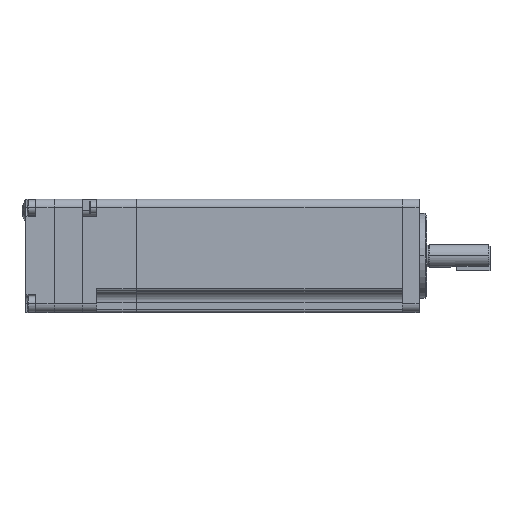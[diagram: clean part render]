
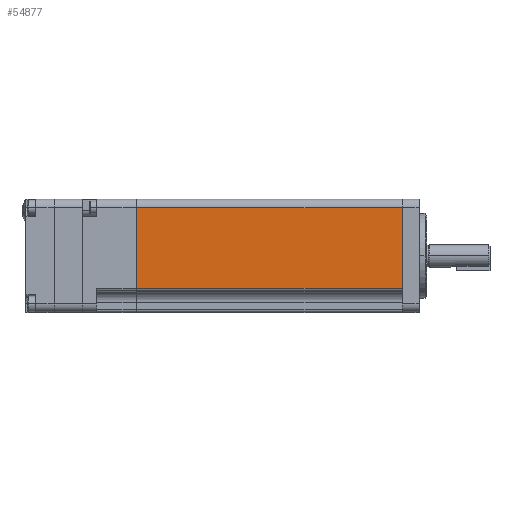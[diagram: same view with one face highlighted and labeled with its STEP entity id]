
A CAD part, top view. The second image highlights one B-rep face of the part: STEP entity #54877.
In plain terms, the highlighted planar face has unit normal (0, 0, 1).
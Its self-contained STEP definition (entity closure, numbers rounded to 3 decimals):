
#5146 = VECTOR ( 'NONE', #20737, 1000. ) ;
#6311 = ORIENTED_EDGE ( 'NONE', *, *, #37317, .T. ) ;
#7952 = CARTESIAN_POINT ( 'NONE',  ( -99.885, -11.44, 20. ) ) ;
#11208 = ORIENTED_EDGE ( 'NONE', *, *, #37540, .T. ) ;
#11909 = FACE_OUTER_BOUND ( 'NONE', #54631, .T. ) ;
#14088 = VECTOR ( 'NONE', #82726, 1000. ) ;
#15944 = CARTESIAN_POINT ( 'NONE',  ( -99.885, -11.44, 20. ) ) ;
#16419 = CARTESIAN_POINT ( 'NONE',  ( -98., 20., 20. ) ) ;
#20737 = DIRECTION ( 'NONE',  ( 0., -1., 0. ) ) ;
#22830 = DIRECTION ( 'NONE',  ( 0., -1., 0. ) ) ;
#23890 = CARTESIAN_POINT ( 'NONE',  ( -6., -11.44, 20. ) ) ;
#24022 = LINE ( 'NONE', #78250, #5146 ) ;
#25239 = AXIS2_PLACEMENT_3D ( 'NONE', #16419, #61282, #22830 ) ;
#30354 = ORIENTED_EDGE ( 'NONE', *, *, #37532, .F. ) ;
#31507 = CARTESIAN_POINT ( 'NONE',  ( -98., -11.44, 20. ) ) ;
#35518 = DIRECTION ( 'NONE',  ( 0., -1., 0. ) ) ;
#35702 = PLANE ( 'NONE',  #25239 ) ;
#37317 = EDGE_CURVE ( 'NONE', #75991, #50586, #48395, .T. ) ;
#37532 = EDGE_CURVE ( 'NONE', #39963, #50586, #24022, .T. ) ;
#37540 = EDGE_CURVE ( 'NONE', #39963, #77881, #58137, .T. ) ;
#37659 = EDGE_CURVE ( 'NONE', #77881, #75991, #66234, .T. ) ;
#38402 = CARTESIAN_POINT ( 'NONE',  ( -6., 17., 20. ) ) ;
#39963 = VERTEX_POINT ( 'NONE', #38402 ) ;
#43553 = ORIENTED_EDGE ( 'NONE', *, *, #37659, .T. ) ;
#46219 = CARTESIAN_POINT ( 'NONE',  ( -99.885, 17., 20. ) ) ;
#48395 = LINE ( 'NONE', #31507, #14088 ) ;
#49239 = VECTOR ( 'NONE', #35518, 1000. ) ;
#50586 = VERTEX_POINT ( 'NONE', #23890 ) ;
#54631 = EDGE_LOOP ( 'NONE', ( #6311, #30354, #11208, #43553 ) ) ;
#54877 = ADVANCED_FACE ( 'NONE', ( #11909 ), #35702, .F. ) ;
#58137 = LINE ( 'NONE', #65712, #73184 ) ;
#61282 = DIRECTION ( 'NONE',  ( 0., 0., -1. ) ) ;
#65712 = CARTESIAN_POINT ( 'NONE',  ( -98., 17., 20. ) ) ;
#66234 = LINE ( 'NONE', #15944, #49239 ) ;
#72048 = DIRECTION ( 'NONE',  ( -1., 0., 0. ) ) ;
#73184 = VECTOR ( 'NONE', #72048, 1000. ) ;
#75991 = VERTEX_POINT ( 'NONE', #7952 ) ;
#77881 = VERTEX_POINT ( 'NONE', #46219 ) ;
#78250 = CARTESIAN_POINT ( 'NONE',  ( -6., 17., 20. ) ) ;
#82726 = DIRECTION ( 'NONE',  ( 1., 0., 0. ) ) ;
